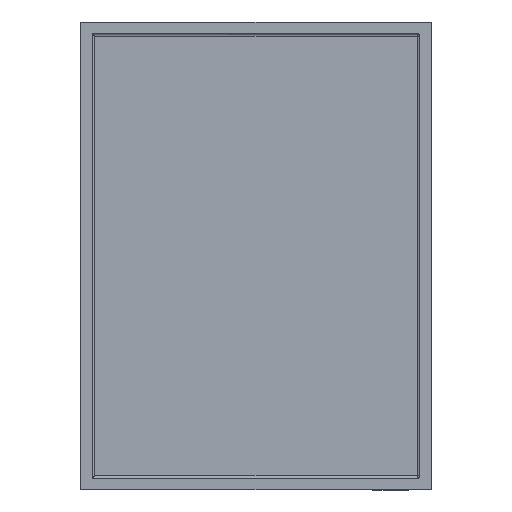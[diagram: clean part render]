
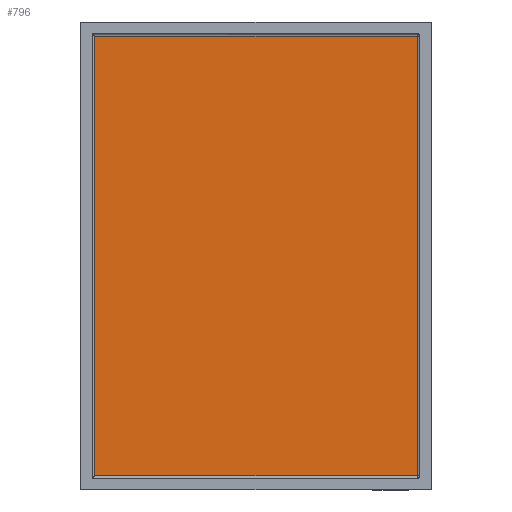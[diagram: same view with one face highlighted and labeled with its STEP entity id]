
A CAD part, top view. The second image highlights one B-rep face of the part: STEP entity #796.
In plain terms, the highlighted planar face has unit normal (0, 0, 1).
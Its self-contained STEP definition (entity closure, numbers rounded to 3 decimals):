
#19=PLANE('',#867);
#71=FACE_OUTER_BOUND('',#118,.T.);
#118=EDGE_LOOP('',(#585,#586,#587,#588));
#165=LINE('',#1138,#267);
#167=LINE('',#1145,#269);
#170=LINE('',#1154,#272);
#173=LINE('',#1168,#275);
#267=VECTOR('',#919,10.);
#269=VECTOR('',#927,10.);
#272=VECTOR('',#936,10.);
#275=VECTOR('',#955,10.);
#379=VERTEX_POINT('',#1136);
#380=VERTEX_POINT('',#1137);
#382=VERTEX_POINT('',#1144);
#385=VERTEX_POINT('',#1152);
#451=EDGE_CURVE('',#379,#380,#165,.T.);
#455=EDGE_CURVE('',#382,#379,#167,.T.);
#460=EDGE_CURVE('',#385,#382,#170,.T.);
#467=EDGE_CURVE('',#380,#385,#173,.T.);
#585=ORIENTED_EDGE('',*,*,#451,.F.);
#586=ORIENTED_EDGE('',*,*,#455,.F.);
#587=ORIENTED_EDGE('',*,*,#460,.F.);
#588=ORIENTED_EDGE('',*,*,#467,.F.);
#796=ADVANCED_FACE('',(#71),#19,.T.);
#867=AXIS2_PLACEMENT_3D('',#1167,#953,#954);
#919=DIRECTION('',(1.,0.,0.));
#927=DIRECTION('',(0.,1.,0.));
#936=DIRECTION('',(-1.,0.,0.));
#953=DIRECTION('center_axis',(0.,0.,
1.));
#954=DIRECTION('ref_axis',(0.,1.,0.));
#955=DIRECTION('',(0.,-1.,0.));
#1136=CARTESIAN_POINT('',(-35.152,440.974,809.875));
#1137=CARTESIAN_POINT('',(240.848,440.974,809.875));
#1138=CARTESIAN_POINT('',(32.848,440.974,809.875));
#1144=CARTESIAN_POINT('',(-35.152,64.974,809.875));
#1145=CARTESIAN_POINT('',(-35.152,157.974,809.875));
#1152=CARTESIAN_POINT('',(240.848,64.974,809.875));
#1154=CARTESIAN_POINT('',(172.848,64.974,809.875));
#1167=CARTESIAN_POINT('Origin',(102.848,252.974,809.875));
#1168=CARTESIAN_POINT('',(240.848,352.974,809.875));
